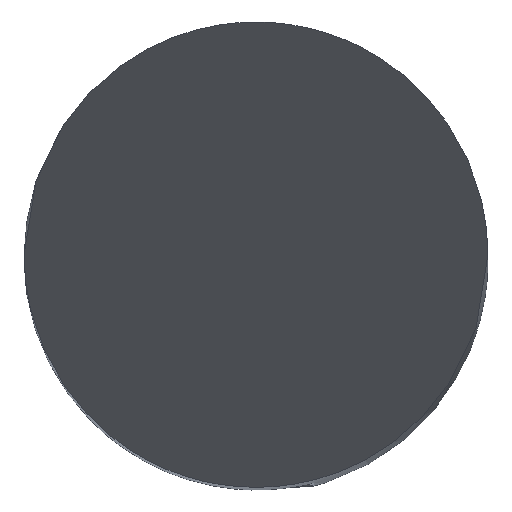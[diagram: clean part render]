
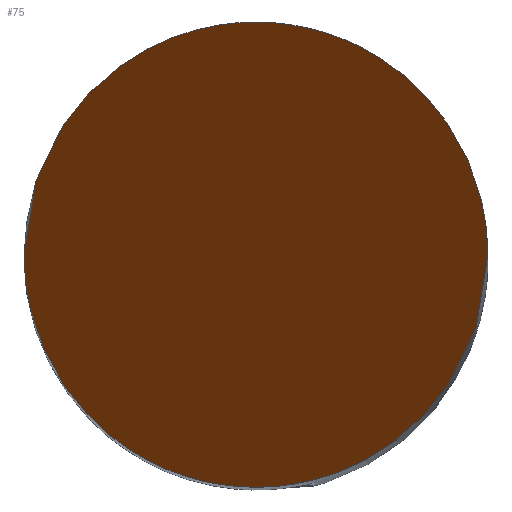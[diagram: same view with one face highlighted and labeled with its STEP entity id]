
A CAD part, top view. The second image highlights one B-rep face of the part: STEP entity #75.
In plain terms, the highlighted planar face has unit normal (0, -0.866, 0.5).
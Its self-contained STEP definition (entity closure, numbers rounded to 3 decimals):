
#49=PLANE('',#563);
#75=ADVANCED_FACE('',(#111),#49,.F.);
#111=FACE_OUTER_BOUND('',#139,.T.);
#139=EDGE_LOOP('',(#283,#284));
#283=ORIENTED_EDGE('',*,*,#398,.F.);
#284=ORIENTED_EDGE('',*,*,#438,.F.);
#352=VERTEX_POINT('',#760);
#353=VERTEX_POINT('',#765);
#398=EDGE_CURVE('',#352,#353,#498,.T.);
#438=EDGE_CURVE('',#353,#352,#507,.T.);
#498=(
BOUNDED_CURVE()
B_SPLINE_CURVE(3,(#761,#762,#763,#764),.UNSPECIFIED.,.F.,.F.)
B_SPLINE_CURVE_WITH_KNOTS((4,4),(0.,1.),.UNSPECIFIED.)
CURVE()
GEOMETRIC_REPRESENTATION_ITEM()
RATIONAL_B_SPLINE_CURVE((1.,0.333,0.333,1.))
REPRESENTATION_ITEM('')
);
#507=(
BOUNDED_CURVE()
B_SPLINE_CURVE(3,(#1035,#1036,#1037,#1038),.UNSPECIFIED.,.F.,.F.)
B_SPLINE_CURVE_WITH_KNOTS((4,4),(0.,1.),.UNSPECIFIED.)
CURVE()
GEOMETRIC_REPRESENTATION_ITEM()
RATIONAL_B_SPLINE_CURVE((1.,0.333,0.333,1.))
REPRESENTATION_ITEM('')
);
#563=AXIS2_PLACEMENT_3D('',#1070,#634,#635);
#634=DIRECTION('',(0.,0.866,-0.5));
#635=DIRECTION('',(0.,-0.5,-0.866));
#760=CARTESIAN_POINT('',(-2.5,0.,0.));
#761=CARTESIAN_POINT('',(-2.5,0.,0.));
#762=CARTESIAN_POINT('',(-2.5,5.,8.66));
#763=CARTESIAN_POINT('',(2.5,5.,8.66));
#764=CARTESIAN_POINT('',(2.5,0.,0.));
#765=CARTESIAN_POINT('',(2.5,0.,0.));
#1035=CARTESIAN_POINT('',(2.5,0.,0.));
#1036=CARTESIAN_POINT('',(2.5,-5.,-8.66));
#1037=CARTESIAN_POINT('',(-2.5,-5.,-8.66));
#1038=CARTESIAN_POINT('',(-2.5,0.,0.));
#1070=CARTESIAN_POINT('',(2.5,2.5,4.33));
